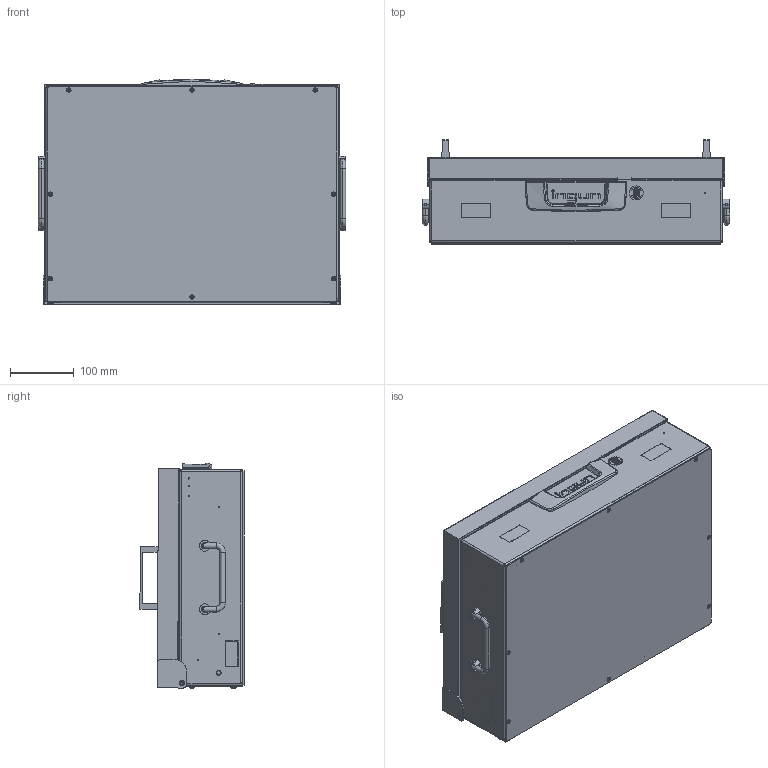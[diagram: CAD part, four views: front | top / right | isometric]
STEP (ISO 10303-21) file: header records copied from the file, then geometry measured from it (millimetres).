
FILE_DESCRIPTION (( 'STEP AP214' ), '1' );
FILE_NAME ('INGUN_114626.STEP', '2024-03-11T08:27:30', ( '' ), ( '' ), 'SwSTEP 2.0', 'SolidWorks 2021', '' );
FILE_SCHEMA (( 'AUTOMOTIVE_DESIGN' ));
Length unit declared in the file: millimetre
Products named in the file (45): 2497-1~0_6,3 mm Auge <Standard>; DIN7991~n_M03,0x006; 113674~0; 113750~2_KUNDE<S>; 112992~2_S; 104093~2_KUNDE<S>; 114196_001~0; DIN125~n_04,3 M04,0; 115767~0_S; 19420~3; ISO7380~n_M04,0x012; 112026~0_Mitte<S>; 34848~0; DIN985-A2~n_M04,0; 11657~0; 115289~0_S; 113752~0_S; 112024~0_S; 1607~1; DIN912~n_M04,0x012; 114364~0_S; 113690~0_S; 113753~1_S; 114196_002~0; 114196_003~0; 112087~2_S; ISO7380~n_M03,0x005; 32171~0_S; INGUN_114626; ISO7380~n_M04,0x008; 2497-2~0_6,3 mm Auge <Standard>; 111995~2_S; Gewindebuchse~n_M04-07,5 offen; 112176~0_S; 112025~3_S; 113673~0_S; 113691~1_S; 113711~0_S; 114196_004~0_S; 11655~0 ...
Assembly tree (75 placements, depth 5):
  INGUN_114626
    113690~0_S
      113691~1_S
      32171~0_S
      112992~2_S  x2
      49317~0  x2
      114196~0  x2
        114196_001~0
        114196_002~0
        114196_003~0
        114196_004~0_S
      DIN912~n_M04,0x012
      112024~0_S
      112025~3_S
      DIN125~n_04,3 M04,0
      DIN985-A2~n_M04,0
      112026~0_Mitte<S>
      ISO7380~n_M03,0x005
      114364~0_S
    113750~2_KUNDE<S>
      115767~0_S
        113751~0_S
        Gewindebuchse~n_M04-07,5 offen  x4
      113752~0_S
      113753~1_S
      104093~2_KUNDE<S>
      1607~1  x2
      ISO7380~n_M04,0x012  x4
      112176~0_S  x2
        112087~2_S
          111995~2_S
          115289~0_S
        49317~0
      19420~3
      11657~0
      11655~0
    34848~0
      2497-1~0_6,3 mm Auge <Standard>
      2497-2~0_6,3 mm Auge <Standard>
    34848~0
      2497-1~0_6,3 mm Auge <Standard>
      2497-2~0_6,3 mm Auge <Standard>
    113711~0_S
      113712~0
      DIN7991~n_M03,0x006  x8
    113673~0_S
      113674~0
      DIN125~n_04,3 M04,0  x4
      ISO7380~n_M04,0x008  x4
Bounding box: 484 x 164.03 x 354.82 mm (x, y, z)
Volume: 3602806.5 mm3; surface area: 1748985 mm2
Topology: 77 solids, 77 shells, 3069 faces, 7532 edges, 4808 vertices
Faces by surface type: plane 1416, cylinder 1244, cone 208, bspline 109, torus 92
Entity records: 71152 total; most frequent: CARTESIAN_POINT 23786, DIRECTION 9599, ORIENTED_EDGE 9090, EDGE_CURVE 4545, AXIS2_PLACEMENT_3D 3585, VERTEX_POINT 2894, VECTOR 2429, LINE 2429
